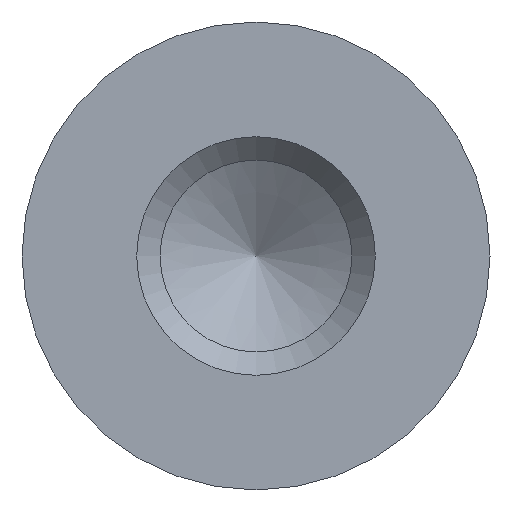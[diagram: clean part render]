
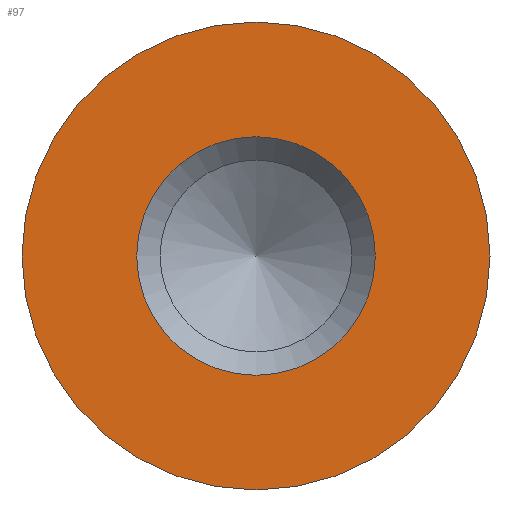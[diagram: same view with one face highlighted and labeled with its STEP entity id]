
A CAD part, left-side view. The second image highlights one B-rep face of the part: STEP entity #97.
In plain terms, the highlighted planar face has unit normal (-1, 0, 0).
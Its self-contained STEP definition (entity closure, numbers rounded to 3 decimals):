
#97 = ADVANCED_FACE( '', ( #164, #165 ), #166, .F. );
#164 = FACE_OUTER_BOUND( '', #238, .T. );
#165 = FACE_BOUND( '', #239, .T. );
#166 = PLANE( '', #240 );
#238 = EDGE_LOOP( '', ( #372 ) );
#239 = EDGE_LOOP( '', ( #373 ) );
#240 = AXIS2_PLACEMENT_3D( '', #374, #375, #376 );
#372 = ORIENTED_EDGE( '', *, *, #424, .T. );
#373 = ORIENTED_EDGE( '', *, *, #392, .F. );
#374 = CARTESIAN_POINT( '', ( -2., 5., 0. ) );
#375 = DIRECTION( '', ( 1., 0., 0. ) );
#376 = DIRECTION( '', ( 0., 0., 1. ) );
#392 = EDGE_CURVE( '', #425, #425, #426, .T. );
#424 = EDGE_CURVE( '', #481, #481, #482, .T. );
#425 = VERTEX_POINT( '', #483 );
#426 = CIRCLE( '', #484, 2.55 );
#481 = VERTEX_POINT( '', #547 );
#482 = CIRCLE( '', #548, 5. );
#483 = CARTESIAN_POINT( '', ( -2., 0., 2.55 ) );
#484 = AXIS2_PLACEMENT_3D( '', #549, #550, #551 );
#547 = CARTESIAN_POINT( '', ( -2., -5., 0. ) );
#548 = AXIS2_PLACEMENT_3D( '', #623, #624, #625 );
#549 = CARTESIAN_POINT( '', ( -2., 0., 0. ) );
#550 = DIRECTION( '', ( -1., 0., 0. ) );
#551 = DIRECTION( '', ( 0., 0., 1. ) );
#623 = CARTESIAN_POINT( '', ( -2., 0., 0. ) );
#624 = DIRECTION( '', ( -1., 0., 0. ) );
#625 = DIRECTION( '', ( 0., -1., 0. ) );
